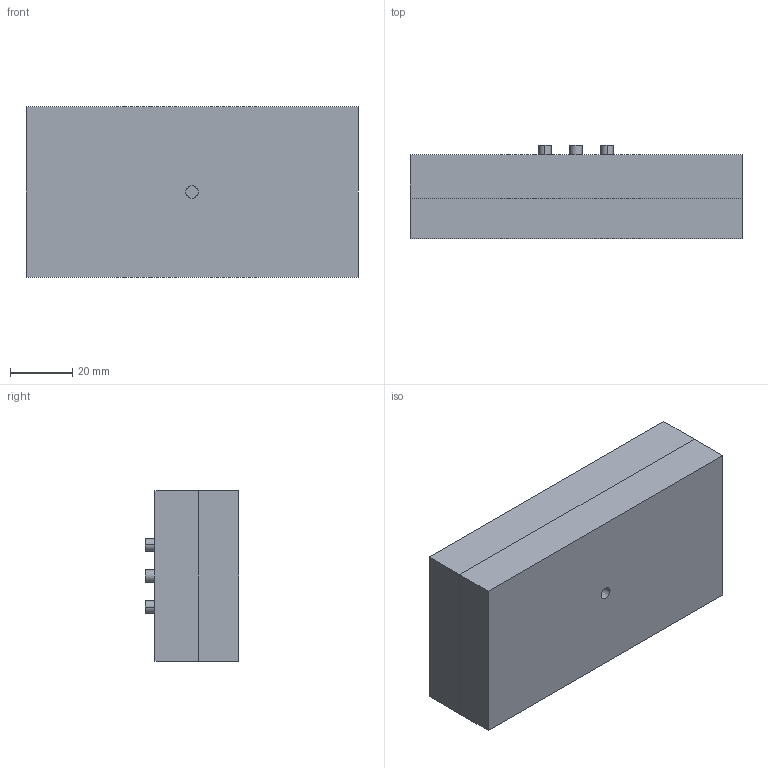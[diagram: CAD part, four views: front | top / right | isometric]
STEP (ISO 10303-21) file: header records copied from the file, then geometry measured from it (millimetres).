
FILE_DESCRIPTION((''),'2;1');
FILE_NAME('SWITCH_MOLD_CAVITY_FINAL_ASM','2021-06-27T',('Windows 10'),(''),'CREO PARAMETRIC BY PTC INC, 2014350','CREO PARAMETRIC BY PTC INC, 2014350','');
FILE_SCHEMA(('CONFIG_CONTROL_DESIGN'));
Length unit declared in the file: millimetre
Products named in the file (5): SWITCH_CAVITY; SWITCH_EXT_PLATE; SWITCH_PUNCHH; TOP_CENTER_SWITCH; SWITCH_MOLD_CAVITY_FINAL_ASM
Assembly tree (4 placements, depth 2):
  SWITCH_MOLD_CAVITY_FINAL_ASM
    SWITCH_CAVITY
    SWITCH_EXT_PLATE
    SWITCH_PUNCHH
    TOP_CENTER_SWITCH
Bounding box: 107 x 30.15 x 55 mm (x, y, z)
Volume: 158842.1 mm3; surface area: 39178 mm2
Topology: 4 solids, 4 shells, 120 faces, 308 edges, 214 vertices
Faces by surface type: cylinder 68, plane 50, cone 2
Entity records: 4089 total; most frequent: CARTESIAN_POINT 877, DIRECTION 684, ORIENTED_EDGE 616, EDGE_CURVE 308, AXIS2_PLACEMENT_3D 267, VERTEX_POINT 214, EDGE_LOOP 156, VECTOR 150
